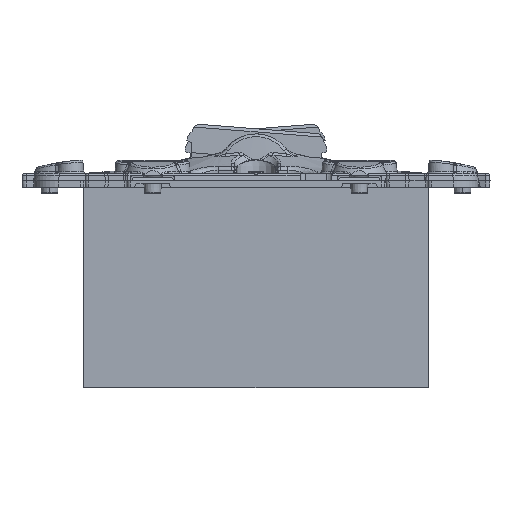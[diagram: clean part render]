
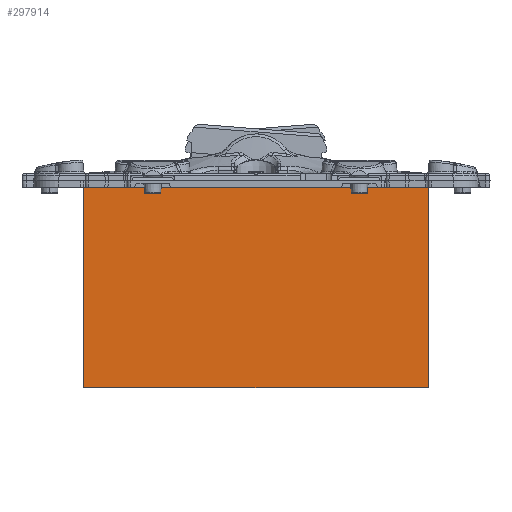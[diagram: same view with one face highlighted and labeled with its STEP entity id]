
A CAD part, left-side view. The second image highlights one B-rep face of the part: STEP entity #297914.
In plain terms, the highlighted planar face has unit normal (-1, 0, 0).
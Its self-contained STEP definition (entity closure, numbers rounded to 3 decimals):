
#297887=AXIS2_PLACEMENT_3D('Plane Axis2P3D',#297884,#297885,#297886) ;
#9942=CARTESIAN_POINT('Vertex',(-27.5,9.38,0.)) ;
#9949=CARTESIAN_POINT('Vertex',(-27.5,4.117,0.)) ;
#11919=CARTESIAN_POINT('Line Origine',(-27.5,-11.692,0.)) ;
#11923=CARTESIAN_POINT('Vertex',(-27.5,-27.5,0.)) ;
#11959=CARTESIAN_POINT('Vertex',(-27.5,27.5,0.)) ;
#11962=CARTESIAN_POINT('Line Origine',(-27.5,18.44,0.)) ;
#297857=CARTESIAN_POINT('Vertex',(-27.5,27.5,-32.)) ;
#297860=CARTESIAN_POINT('Line Origine',(-27.5,27.5,-16.)) ;
#297884=CARTESIAN_POINT('Axis2P3D Location',(-27.5,-27.5,0.)) ;
#297889=CARTESIAN_POINT('Line Origine',(-27.5,0.,-32.)) ;
#297893=CARTESIAN_POINT('Vertex',(-27.5,-27.5,-32.)) ;
#297896=CARTESIAN_POINT('Line Origine',(-27.5,-27.5,-16.)) ;
#297901=CARTESIAN_POINT('Line Origine',(-27.5,6.749,0.)) ;
#11920=DIRECTION('Vector Direction',(0.,1.,0.)) ;
#11963=DIRECTION('Vector Direction',(0.,1.,0.)) ;
#297861=DIRECTION('Vector Direction',(0.,0.,-1.)) ;
#297885=DIRECTION('Axis2P3D Direction',(-1.,0.,0.)) ;
#297886=DIRECTION('Axis2P3D XDirection',(0.,1.,0.)) ;
#297890=DIRECTION('Vector Direction',(0.,1.,0.)) ;
#297897=DIRECTION('Vector Direction',(0.,0.,-1.)) ;
#297902=DIRECTION('Vector Direction',(0.,1.,0.)) ;
#11921=VECTOR('Line Direction',#11920,1.) ;
#11964=VECTOR('Line Direction',#11963,1.) ;
#297862=VECTOR('Line Direction',#297861,1.) ;
#297891=VECTOR('Line Direction',#297890,1.) ;
#297898=VECTOR('Line Direction',#297897,1.) ;
#297903=VECTOR('Line Direction',#297902,1.) ;
#297907=ORIENTED_EDGE('',*,*,#297895,.T.) ;
#297908=ORIENTED_EDGE('',*,*,#297900,.F.) ;
#297909=ORIENTED_EDGE('',*,*,#11925,.F.) ;
#297910=ORIENTED_EDGE('',*,*,#297905,.F.) ;
#297911=ORIENTED_EDGE('',*,*,#11966,.F.) ;
#297912=ORIENTED_EDGE('',*,*,#297864,.T.) ;
#297914=ADVANCED_FACE('PartBody',(#297913),#297888,.T.) ;
#11925=EDGE_CURVE('',#9950,#11924,#11922,.F.) ;
#11966=EDGE_CURVE('',#11960,#9943,#11965,.F.) ;
#297864=EDGE_CURVE('',#11960,#297858,#297863,.T.) ;
#297895=EDGE_CURVE('',#297858,#297894,#297892,.F.) ;
#297900=EDGE_CURVE('',#11924,#297894,#297899,.T.) ;
#297905=EDGE_CURVE('',#9943,#9950,#297904,.F.) ;
#297906=EDGE_LOOP('',(#297907,#297908,#297909,#297910,#297911,#297912)) ;
#297913=FACE_OUTER_BOUND('',#297906,.T.) ;
#11922=LINE('Line',#11919,#11921) ;
#11965=LINE('Line',#11962,#11964) ;
#297863=LINE('Line',#297860,#297862) ;
#297892=LINE('Line',#297889,#297891) ;
#297899=LINE('Line',#297896,#297898) ;
#297904=LINE('Line',#297901,#297903) ;
#297888=PLANE('',#297887) ;
#9943=VERTEX_POINT('',#9942) ;
#9950=VERTEX_POINT('',#9949) ;
#11924=VERTEX_POINT('',#11923) ;
#11960=VERTEX_POINT('',#11959) ;
#297858=VERTEX_POINT('',#297857) ;
#297894=VERTEX_POINT('',#297893) ;
